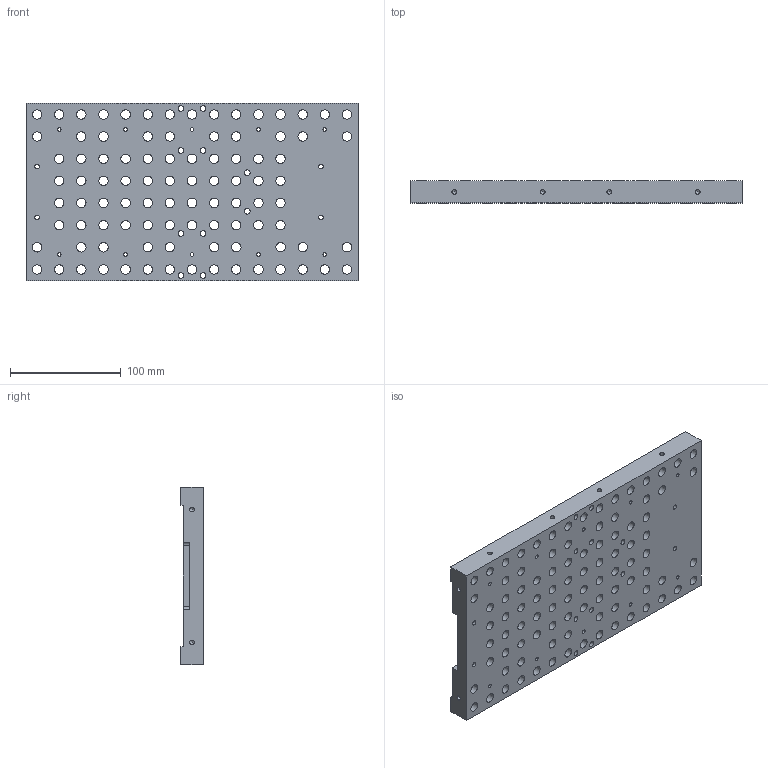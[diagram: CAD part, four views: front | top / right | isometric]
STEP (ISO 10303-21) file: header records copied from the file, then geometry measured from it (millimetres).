
FILE_DESCRIPTION(('FreeCAD Model'),'2;1');
FILE_NAME('Open CASCADE Shape Model','2025-05-29T11:21:26',(''),(''), 'Open CASCADE STEP processor 7.8','FreeCAD','Unknown');
FILE_SCHEMA(('AUTOMOTIVE_DESIGN { 1 0 10303 214 1 1 1 1 }'));
Length unit declared in the file: millimetre
Products named in the file (1): TopPlate
Bounding box: 300 x 20 x 160 mm (x, y, z)
Volume: 746455.4 mm3; surface area: 159302.3 mm2
Topology: 1 solids, 1 shells, 164 faces, 474 edges, 312 vertices
Faces by surface type: cylinder 134, plane 18, cone 12
Full cylindrical faces by diameter (mm): 3.3 x10, 4.2 x16, 5 x10, 8.5 x94
Entity records: 12332 total; most frequent: CARTESIAN_POINT 2583, DIRECTION 1864, ORIENTED_EDGE 924, PCURVE 924, DEFINITIONAL_REPRESENTATION 924, LINE 862, VECTOR 862, EDGE_CURVE 462
